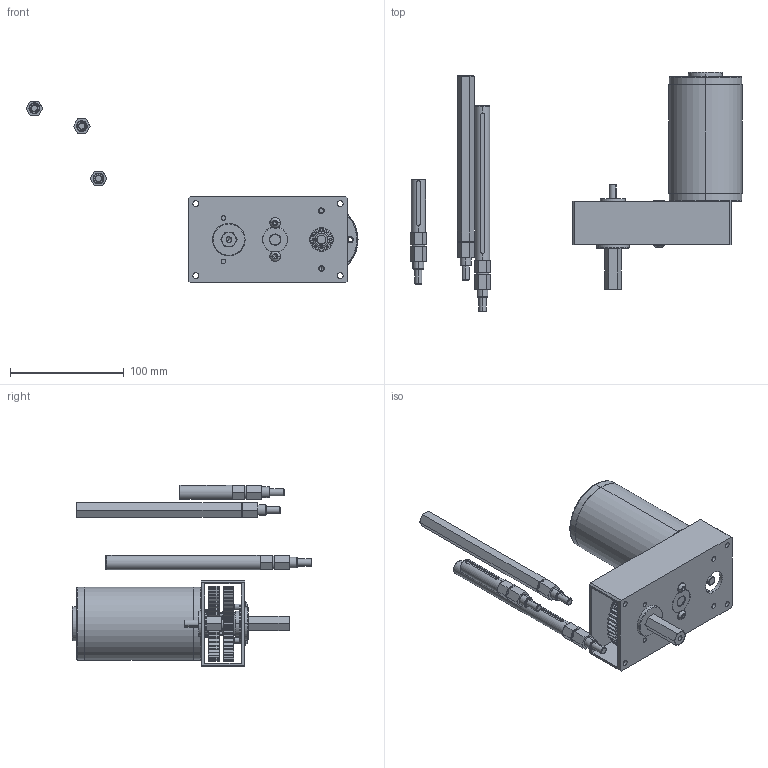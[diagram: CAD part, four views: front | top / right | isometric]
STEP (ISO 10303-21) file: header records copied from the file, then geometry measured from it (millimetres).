
FILE_DESCRIPTION (( 'STEP AP203' ), '1' );
FILE_NAME ('Toughbox Nano All Shafts.STEP', '2015-02-02T19:39:17', ( '' ), ( '' ), 'SwSTEP 2.0', 'SolidWorks 2014', '' );
FILE_SCHEMA (( 'CONFIG_CONTROL_DESIGN' ));
Length unit declared in the file: inch
Products named in the file (23): FR6ZZ Bearing-ab; TB Output Shaft Hex Long; 5-16 washer_smart; R6ZZ Bearing_smart; TB Long Output Shaft; 2mm x 2mm x 10mm Machine Key_smart; FR6_smart; TB Output Shaft; 8mm_spring_clip am-0033; 14T CIM Gear; Toughbox Nano All Shafts; 14T 20dp 375hex_Inch - Spur gear 20DP 14T 14.5PA .568FW ---S14N3.0H2.0L0.25N; Toughbox Nano no Output Shaft; 50T 20dp 375hex_Inch - Spur gear 20DP 50T 14.5PA .372FW ---S50N3.0H2.0L0.25N; Toughbox-nano-d01_9; 500-e-klip_smart; Toughbox Small Hex Shaft; 50T 20dp 500hex; TB Hex Output Shaft; Spacer am-1151; FR8ZZ Hex Bearing; CIM motor-1; BHCS 10-32 x 0.375 phillips_SBHCSCREW 0.19-32x0.5-HX-C
Assembly tree (24 placements, depth 3):
  Toughbox Nano All Shafts
    Toughbox Nano no Output Shaft
      Toughbox-nano-d01_9
      50T 20dp 500hex
      FR8ZZ Hex Bearing
      FR6ZZ Bearing-ab
      R6ZZ Bearing_smart
      FR6_smart
      14T CIM Gear
      14T 20dp 375hex_Inch - Spur gear 20DP 14T 14.5PA .568FW ---S14N3.0H2.0L0.25N
      50T 20dp 375hex_Inch - Spur gear 20DP 50T 14.5PA .372FW ---S50N3.0H2.0L0.25N
      Toughbox Small Hex Shaft
      Spacer am-1151
      BHCS 10-32 x 0.375 phillips_SBHCSCREW 0.19-32x0.5-HX-C  x2
      5-16 washer_smart  x2
      2mm x 2mm x 10mm Machine Key_smart
      8mm_spring_clip am-0033
    500-e-klip_smart
    TB Hex Output Shaft
    CIM motor-1
    TB Output Shaft Hex Long
    TB Long Output Shaft
    TB Output Shaft
Bounding box: 292.11 x 211.02 x 160.03 mm (x, y, z)
Volume: 584141 mm3; surface area: 153148.3 mm2
Topology: 23 solids, 23 shells, 1137 faces, 3019 edges, 1950 vertices
Faces by surface type: cylinder 739, plane 263, cone 111, sphere 12, torus 6, bspline 6
Entity records: 37943 total; most frequent: DIRECTION 6704, CARTESIAN_POINT 6426, ORIENTED_EDGE 5866, EDGE_CURVE 2933, AXIS2_PLACEMENT_3D 2739, VERTEX_POINT 1909, CIRCLE 1611, LINE 1226
